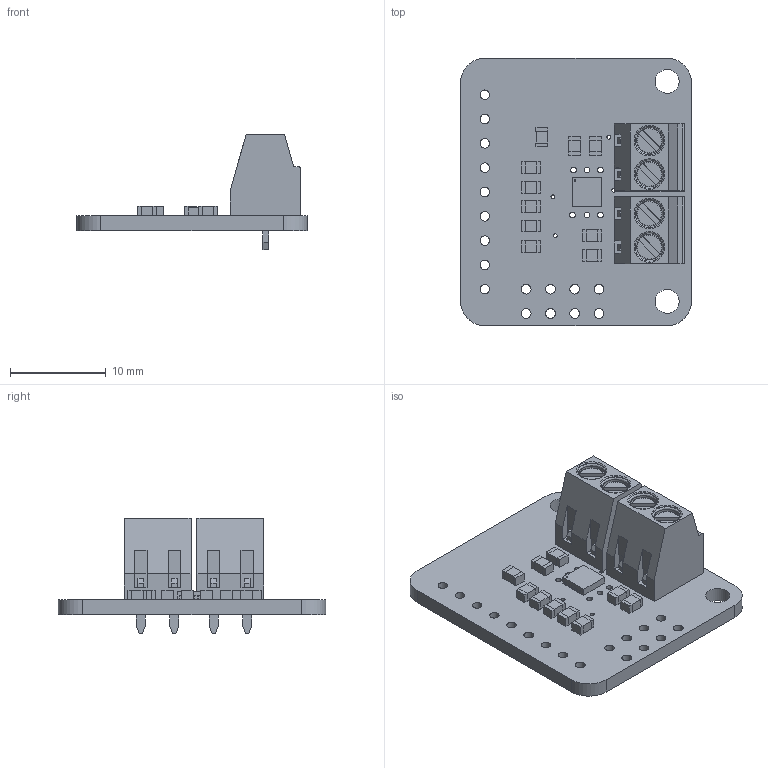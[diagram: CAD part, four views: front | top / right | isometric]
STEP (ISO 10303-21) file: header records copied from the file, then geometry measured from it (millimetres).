
FILE_DESCRIPTION(/* description */ (''),/* implementation_level */ '2;1');
FILE_NAME(/* name */ 'PCB Component.step',/* time_stamp */ '2023-06-12T09:14:02-04:00',/* author */ (''),/* organization */ (''),/* preprocessor_version */ 'ST-DEVELOPER v19.2',/* originating_system */ 'Autodesk Translation Framework v12.6.0.85',/* authorisation */ '');
FILE_SCHEMA (('AUTOMOTIVE_DESIGN { 1 0 10303 214 3 1 1 }'));
Length unit declared in the file: millimetre
Products named in the file (5): PCB Component; Board; MAX98306ETD+T; 10µF; OUTR
Assembly tree (14 placements, depth 2):
  PCB Component
    Board
    MAX98306ETD+T
    10µF  x10
    OUTR  x2
Bounding box: 24.13 x 27.94 x 12.1 mm (x, y, z)
Volume: 1667.4 mm3; surface area: 2689.2 mm2
Topology: 30 solids, 30 shells, 496 faces, 1228 edges, 808 vertices
Faces by surface type: plane 396, cylinder 52, bspline 36, torus 12
Full cylindrical faces by diameter (mm): 0.155 x1, 0.4 x4, 0.6 x6, 1 x13, 1.016 x8, 2.5 x2, 2.9 x4, 3 x8
Entity records: 10084 total; most frequent: CARTESIAN_POINT 3121, DIRECTION 1304, ORIENTED_EDGE 1300, EDGE_CURVE 650, LINE 506, VECTOR 506, VERTEX_POINT 428, AXIS2_PLACEMENT_3D 399
